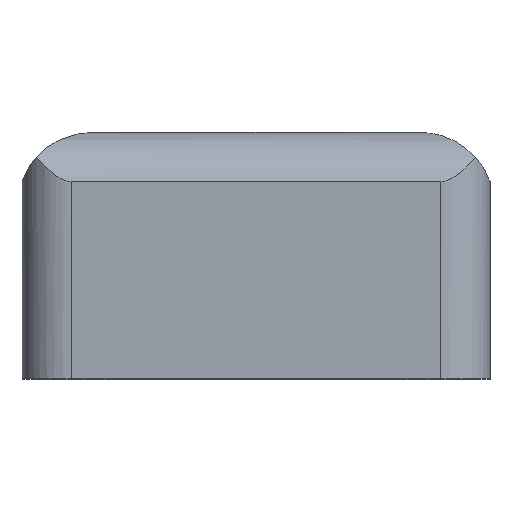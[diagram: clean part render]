
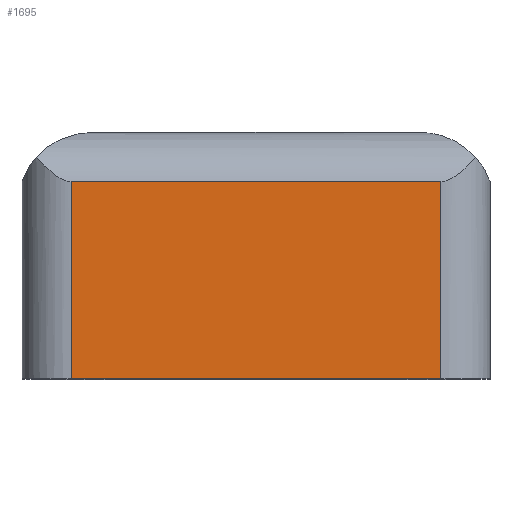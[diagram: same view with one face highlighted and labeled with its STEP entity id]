
A CAD part, top view. The second image highlights one B-rep face of the part: STEP entity #1695.
In plain terms, the highlighted planar face has unit normal (0, 0, 1).
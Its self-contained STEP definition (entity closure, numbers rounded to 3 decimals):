
#96 = CARTESIAN_POINT ( 'NONE',  ( -7.5, 6., 9.5 ) ) ;
#216 = LINE ( 'NONE', #2105, #1430 ) ;
#255 = CARTESIAN_POINT ( 'NONE',  ( 7.5, -2., 9.5 ) ) ;
#271 = VECTOR ( 'NONE', #1307, 1000. ) ;
#286 = EDGE_CURVE ( 'NONE', #570, #892, #827, .T. ) ;
#370 = VECTOR ( 'NONE', #2009, 1000. ) ;
#424 = CARTESIAN_POINT ( 'NONE',  ( 0., -2., 9.5 ) ) ;
#470 = LINE ( 'NONE', #1175, #517 ) ;
#517 = VECTOR ( 'NONE', #1153, 1000. ) ;
#565 = EDGE_CURVE ( 'NONE', #1787, #1956, #216, .T. ) ;
#569 = CARTESIAN_POINT ( 'NONE',  ( -7.5, -2., 9.5 ) ) ;
#570 = VERTEX_POINT ( 'NONE', #255 ) ;
#700 = ORIENTED_EDGE ( 'NONE', *, *, #1278, .F. ) ;
#827 = LINE ( 'NONE', #2141, #370 ) ;
#892 = VERTEX_POINT ( 'NONE', #1234 ) ;
#1072 = FACE_OUTER_BOUND ( 'NONE', #1874, .T. ) ;
#1090 = ORIENTED_EDGE ( 'NONE', *, *, #286, .T. ) ;
#1092 = DIRECTION ( 'NONE',  ( -1., 0., 0. ) ) ;
#1153 = DIRECTION ( 'NONE',  ( 1., 0., 0. ) ) ;
#1175 = CARTESIAN_POINT ( 'NONE',  ( -9.5, 6., 9.5 ) ) ;
#1234 = CARTESIAN_POINT ( 'NONE',  ( 7.5, 6., 9.5 ) ) ;
#1265 = EDGE_CURVE ( 'NONE', #1787, #892, #470, .T. ) ;
#1270 = DIRECTION ( 'NONE',  ( 0., -1., 0. ) ) ;
#1278 = EDGE_CURVE ( 'NONE', #570, #1956, #1468, .T. ) ;
#1307 = DIRECTION ( 'NONE',  ( -1., 0., 0. ) ) ;
#1330 = AXIS2_PLACEMENT_3D ( 'NONE', #424, #2103, #1092 ) ;
#1394 = PLANE ( 'NONE',  #1330 ) ;
#1430 = VECTOR ( 'NONE', #1270, 1000. ) ;
#1468 = LINE ( 'NONE', #2181, #271 ) ;
#1695 = ADVANCED_FACE ( 'NONE', ( #1072 ), #1394, .F. ) ;
#1787 = VERTEX_POINT ( 'NONE', #96 ) ;
#1874 = EDGE_LOOP ( 'NONE', ( #1964, #2149, #700, #1090 ) ) ;
#1956 = VERTEX_POINT ( 'NONE', #569 ) ;
#1964 = ORIENTED_EDGE ( 'NONE', *, *, #1265, .F. ) ;
#2009 = DIRECTION ( 'NONE',  ( 0., 1., 0. ) ) ;
#2103 = DIRECTION ( 'NONE',  ( 0., 0., -1. ) ) ;
#2105 = CARTESIAN_POINT ( 'NONE',  ( -7.5, -2., 9.5 ) ) ;
#2141 = CARTESIAN_POINT ( 'NONE',  ( 7.5, -2., 9.5 ) ) ;
#2149 = ORIENTED_EDGE ( 'NONE', *, *, #565, .T. ) ;
#2181 = CARTESIAN_POINT ( 'NONE',  ( 0., -2., 9.5 ) ) ;
